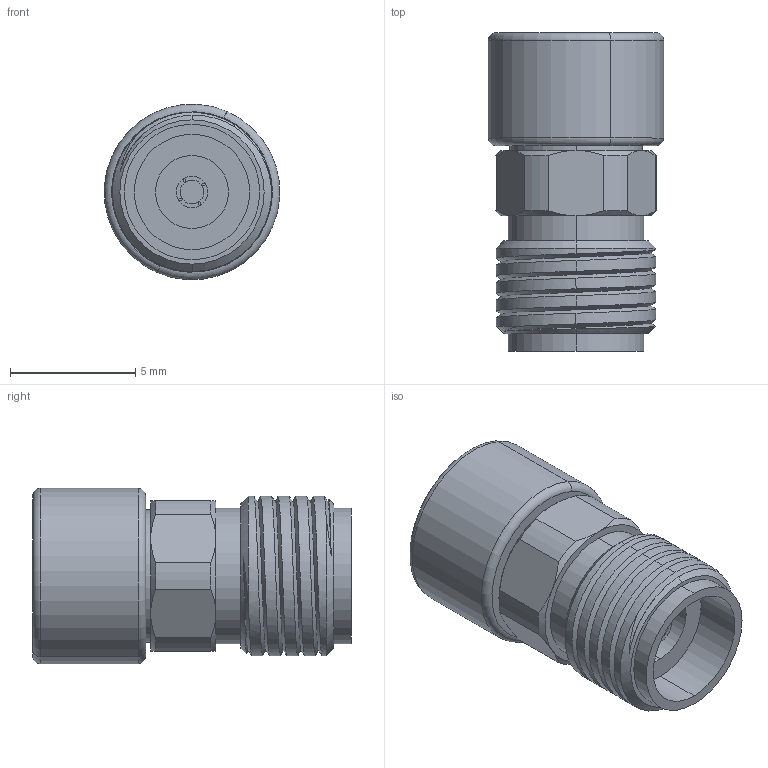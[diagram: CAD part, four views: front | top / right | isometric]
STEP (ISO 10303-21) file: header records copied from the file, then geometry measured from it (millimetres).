
FILE_DESCRIPTION (( 'STEP AP214' ), '1' );
FILE_NAME ('CM-KF-33-2, Defeatured.STEP', '2025-09-05T19:41:17', ( '' ), ( '' ), 'SwSTEP 2.0', 'SolidWorks 2021', '' );
FILE_SCHEMA (( 'AUTOMOTIVE_DESIGN' ));
Length unit declared in the file: inch
Products named in the file (1): CM-KF-33-2, Defeatured
Bounding box: 6.99 x 12.7 x 6.99 mm (x, y, z)
Volume: 358.5 mm3; surface area: 562.5 mm2
Topology: 2 solids, 2 shells, 91 faces, 219 edges, 140 vertices
Faces by surface type: cylinder 35, plane 34, cone 16, torus 4, bspline 2
Entity records: 5429 total; most frequent: CARTESIAN_POINT 2106, DIRECTION 440, ORIENTED_EDGE 438, EDGE_CURVE 219, AXIS2_PLACEMENT_3D 182, VERTEX_POINT 140, EDGE_LOOP 99, UNCERTAINTY_MEASURE_WITH_UNIT 94
